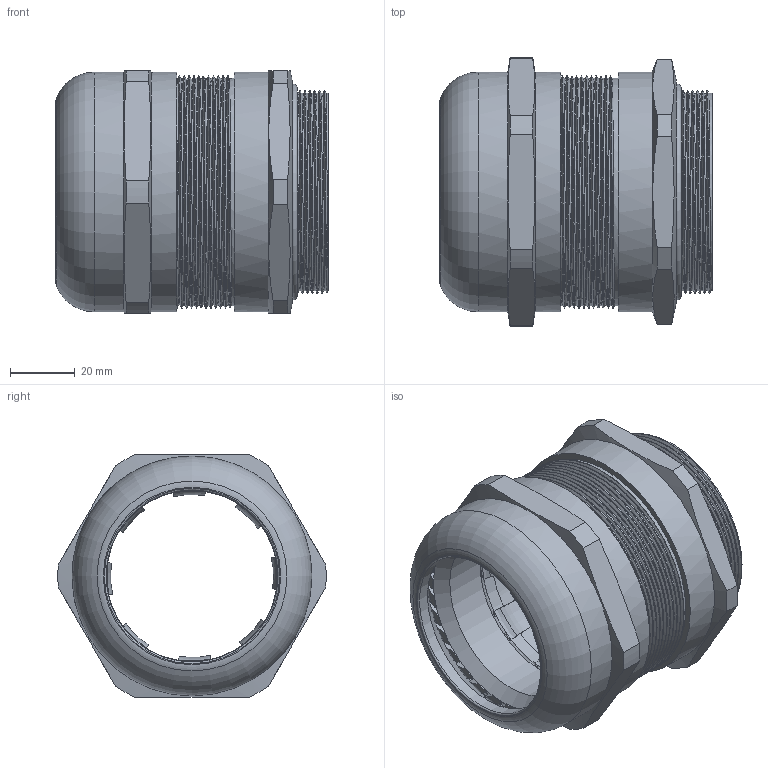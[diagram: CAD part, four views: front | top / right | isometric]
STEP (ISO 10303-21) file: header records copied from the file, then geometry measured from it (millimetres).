
FILE_DESCRIPTION(/* description */ ('Euro-Top-EMV M 63x1,5'),/* implementation_level */ '2;1');
FILE_NAME(/* name */ '61086564-RST.stp',/* time_stamp */ '2020-02-03T08:26:17+01:00',/* author */ ('sl'),/* organization */ (''),/* preprocessor_version */ 'ST-DEVELOPER v16.5',/* originating_system */ 'Autodesk Inventor 2017',/* authorisation */ '');
FILE_SCHEMA (('AUTOMOTIVE_DESIGN { 1 0 10303 214 3 1 1 }'));
Length unit declared in the file: millimetre
Products named in the file (8): 61086564; Euro-Top-EMV-04-5-BT-0001-61086564TL15; 61086564TL15; 61086564TL15_1; 61086564TL15_2; 61086564TL15_3; 61086564TL15_4; 61086564TL15_5
Assembly tree (7 placements, depth 2):
  61086564
    Euro-Top-EMV-04-5-BT-0001-61086564TL15
    61086564TL15
    61086564TL15_1
    61086564TL15_2
    61086564TL15_3
    61086564TL15_4
    61086564TL15_5
Bounding box: 84.32 x 82.92 x 75 mm (x, y, z)
Volume: 112075.8 mm3; surface area: 98866.7 mm2
Topology: 7 solids, 7 shells, 638 faces, 1823 edges, 1203 vertices
Faces by surface type: plane 286, cylinder 200, torus 70, cone 60, bspline 22
Full cylindrical faces by diameter (mm): 52.86 x1, 53.21 x1, 53.9 x1, 56.51 x1, 57.82 x1, 57.94 x1, 60 x1, 60.45 x1, 61.16 x1, 61.178 x6, 62.54 x1, 62.55 x1, 62.856 x1, 63.22 x2, 63.84 x1, 64.22 x1, 65 x1, 68.02 x2, 70 x16, 70.278 x13, 74.13 x2, 74.18 x1
Entity records: 28394 total; most frequent: CARTESIAN_POINT 12920, ORIENTED_EDGE 3314, DIRECTION 3084, EDGE_CURVE 1657, AXIS2_PLACEMENT_3D 1167, VERTEX_POINT 1120, LINE 750, VECTOR 750
